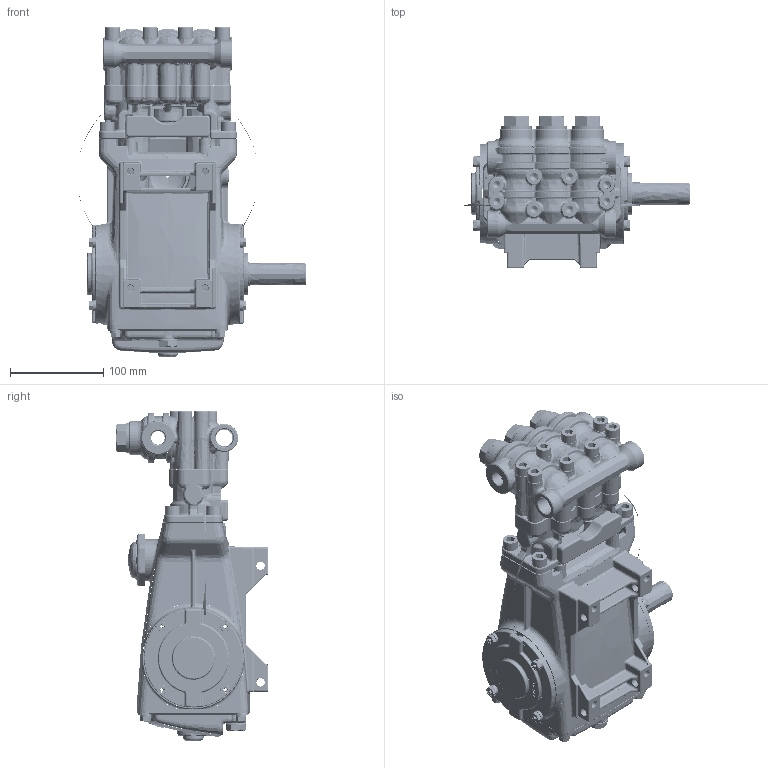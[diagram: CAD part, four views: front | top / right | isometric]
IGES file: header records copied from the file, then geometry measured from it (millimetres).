
Start section: SolidWorks IGES file using analytic representation for surfaces
Global section: file name: 700.IGS; native system: SolidWorks 2022; preprocessor: SolidWorks 2022; author: SAL; date: 230308.120305; units: inch
Bounding box: 244.07 x 163 x 353 mm (x, y, z)
Surface area: 319118.2 mm2 (no closed solid volume)
Topology: 0 solids, 0 shells, 3436 faces, 41833 edges, 41676 vertices
Faces by surface type: bspline 2225, revolution 1211
